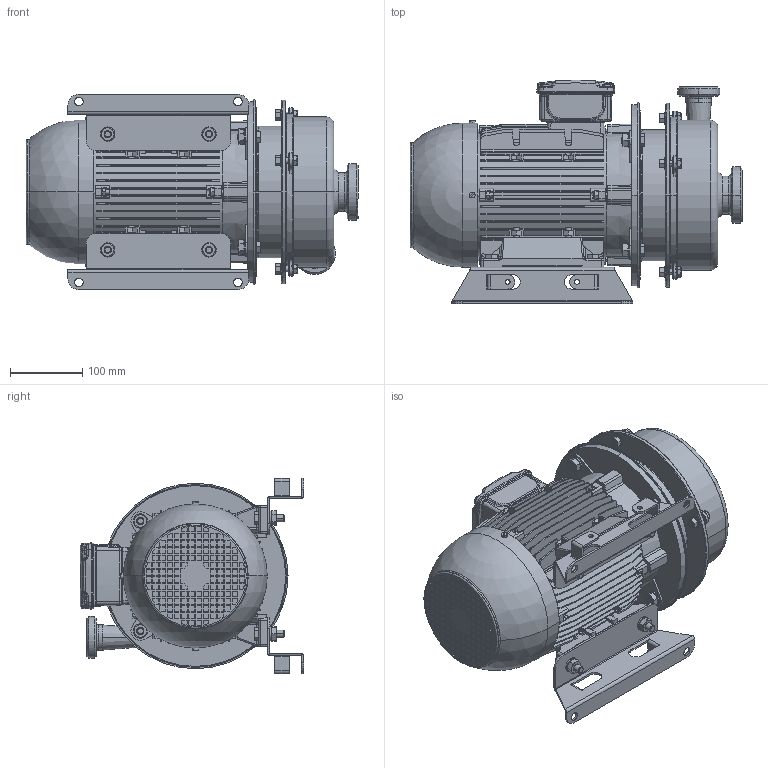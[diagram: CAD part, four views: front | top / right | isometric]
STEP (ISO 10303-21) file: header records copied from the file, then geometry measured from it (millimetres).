
FILE_DESCRIPTION (( 'STEP AP203' ), '1' );
FILE_NAME ('Ýëåêòðîíàñîñíûé àãðåãàò ÎÍÖ 6,3_50Ê5_5,5_2.STEP', '2016-05-11T20:34:53', ( '' ), ( '' ), 'SwSTEP 2.0', 'SolidWorks 2015', '' );
FILE_SCHEMA (( 'CONFIG_CONTROL_DESIGN' ));
Length unit declared in the file: millimetre
Products named in the file (18): Áîëò Ì8; 楋樏襝鍱睯蜬蠈錪 100L; 婜縺蹞 6,3_50; 冓憵 6,3_50; Ôëàíåö ôîíàðÿ 6,3_50; Áîëò Ì10 (äë); 扻錪犩 6,3_50; Áîëò Ì10; Ýëåêòðîíàñîñíûé àãðåãàò ÎÍÖ 6,3_50Ê5_5,5_2; Êàñòðþëÿ (2) 6,3_50; ﾘ琺矜; Îòâîä 6,3_50; Ãàéêà; 砐鳱鍱 6,3_50; ﾘ琺矜 ﾌ8; Êàñòðþëÿ (1) 6,3_50; Ãàéêà Ì8; 砐鳱鍱 6,3_50 (Dy50)
Assembly tree (47 placements, depth 2):
  Ýëåêòðîíàñîñíûé àãðåãàò ÎÍÖ 6,3_50Ê5_5,5_2
    Áîëò Ì10  x4
    ﾘ琺矜  x8
    Ãàéêà  x8
    ﾘ琺矜 ﾌ8  x4
    Ãàéêà Ì8  x4
    Áîëò Ì8  x4
    婜縺蹞 6,3_50
    Ôëàíåö ôîíàðÿ 6,3_50
    扻錪犩 6,3_50
    Êàñòðþëÿ (2) 6,3_50
    Îòâîä 6,3_50
    砐鳱鍱 6,3_50
    Êàñòðþëÿ (1) 6,3_50
    砐鳱鍱 6,3_50 (Dy50)
    楋樏襝鍱睯蜬蠈錪 100L
    冓憵 6,3_50  x2
    Áîëò Ì10 (äë)  x4
Bounding box: 459.1 x 309 x 270 mm (x, y, z)
Volume: 9792107.2 mm3; surface area: 1194603.9 mm2
Topology: 48 solids, 48 shells, 3660 faces, 9220 edges, 5867 vertices
Faces by surface type: plane 2183, cylinder 706, cone 492, torus 148, bspline 115, sphere 16
Entity records: 101995 total; most frequent: CARTESIAN_POINT 24952, ORIENTED_EDGE 15884, DIRECTION 14779, EDGE_CURVE 7942, VECTOR 5377, LINE 5377, VERTEX_POINT 5113, AXIS2_PLACEMENT_3D 4701
